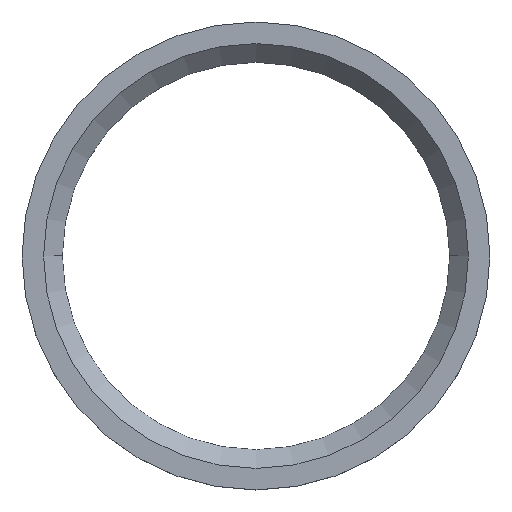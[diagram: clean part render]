
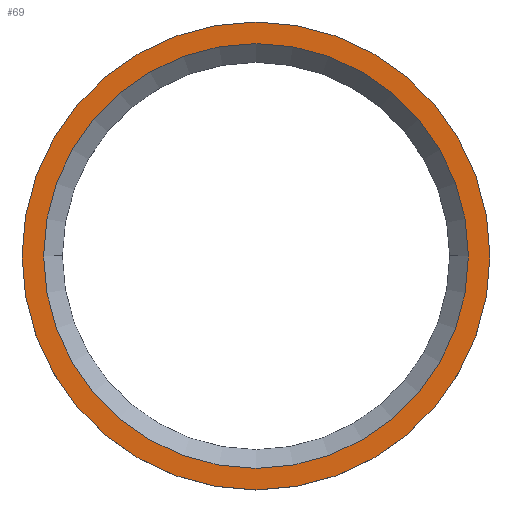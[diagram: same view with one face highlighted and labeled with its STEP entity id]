
A CAD part, top view. The second image highlights one B-rep face of the part: STEP entity #69.
In plain terms, the highlighted planar face has unit normal (0, 0, 1).
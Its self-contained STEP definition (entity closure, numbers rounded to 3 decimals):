
#17 = AXIS2_PLACEMENT_3D ( 'NONE', #90, #73, #118 ) ;
#24 = ORIENTED_EDGE ( 'NONE', *, *, #224, .T. ) ;
#38 = EDGE_LOOP ( 'NONE', ( #249, #245 ) ) ;
#39 = EDGE_CURVE ( 'NONE', #169, #289, #193, .T. ) ;
#45 = DIRECTION ( 'NONE',  ( 0., 0., 1. ) ) ;
#50 = DIRECTION ( 'NONE',  ( 1., 0., 0. ) ) ;
#57 = VERTEX_POINT ( 'NONE', #280 ) ;
#58 = AXIS2_PLACEMENT_3D ( 'NONE', #275, #45, #167 ) ;
#68 = EDGE_LOOP ( 'NONE', ( #24, #267 ) ) ;
#69 = ADVANCED_FACE ( 'NONE', ( #88, #165 ), #186, .T. ) ;
#73 = DIRECTION ( 'NONE',  ( 0., 0., -1. ) ) ;
#77 = DIRECTION ( 'NONE',  ( 0., 0., -1. ) ) ;
#88 = FACE_BOUND ( 'NONE', #38, .T. ) ;
#90 = CARTESIAN_POINT ( 'NONE',  ( 0., 0., 6.5 ) ) ;
#100 = DIRECTION ( 'NONE',  ( 1., 0., 0. ) ) ;
#105 = DIRECTION ( 'NONE',  ( 1., 0., 0. ) ) ;
#118 = DIRECTION ( 'NONE',  ( 1., 0., 0. ) ) ;
#126 = AXIS2_PLACEMENT_3D ( 'NONE', #190, #77, #100 ) ;
#133 = CARTESIAN_POINT ( 'NONE',  ( -34., 0., 6.5 ) ) ;
#136 = CIRCLE ( 'NONE', #126, 34. ) ;
#151 = CIRCLE ( 'NONE', #201, 37.45 ) ;
#158 = AXIS2_PLACEMENT_3D ( 'NONE', #281, #170, #50 ) ;
#164 = VERTEX_POINT ( 'NONE', #284 ) ;
#165 = FACE_OUTER_BOUND ( 'NONE', #68, .T. ) ;
#167 = DIRECTION ( 'NONE',  ( 1., 0., 0. ) ) ;
#169 = VERTEX_POINT ( 'NONE', #195 ) ;
#170 = DIRECTION ( 'NONE',  ( 0., 0., 1. ) ) ;
#177 = CARTESIAN_POINT ( 'NONE',  ( 0., 0., 6.5 ) ) ;
#186 = PLANE ( 'NONE',  #58 ) ;
#190 = CARTESIAN_POINT ( 'NONE',  ( 0., 0., 6.5 ) ) ;
#193 = CIRCLE ( 'NONE', #17, 34. ) ;
#195 = CARTESIAN_POINT ( 'NONE',  ( 34., 0., 6.5 ) ) ;
#201 = AXIS2_PLACEMENT_3D ( 'NONE', #177, #268, #105 ) ;
#218 = EDGE_CURVE ( 'NONE', #289, #169, #136, .T. ) ;
#224 = EDGE_CURVE ( 'NONE', #164, #57, #273, .T. ) ;
#245 = ORIENTED_EDGE ( 'NONE', *, *, #218, .T. ) ;
#249 = ORIENTED_EDGE ( 'NONE', *, *, #39, .T. ) ;
#267 = ORIENTED_EDGE ( 'NONE', *, *, #276, .T. ) ;
#268 = DIRECTION ( 'NONE',  ( 0., 0., 1. ) ) ;
#273 = CIRCLE ( 'NONE', #158, 37.45 ) ;
#275 = CARTESIAN_POINT ( 'NONE',  ( 0., 0., 6.5 ) ) ;
#276 = EDGE_CURVE ( 'NONE', #57, #164, #151, .T. ) ;
#280 = CARTESIAN_POINT ( 'NONE',  ( 37.45, 0., 6.5 ) ) ;
#281 = CARTESIAN_POINT ( 'NONE',  ( 0., 0., 6.5 ) ) ;
#284 = CARTESIAN_POINT ( 'NONE',  ( -37.45, 0., 6.5 ) ) ;
#289 = VERTEX_POINT ( 'NONE', #133 ) ;
